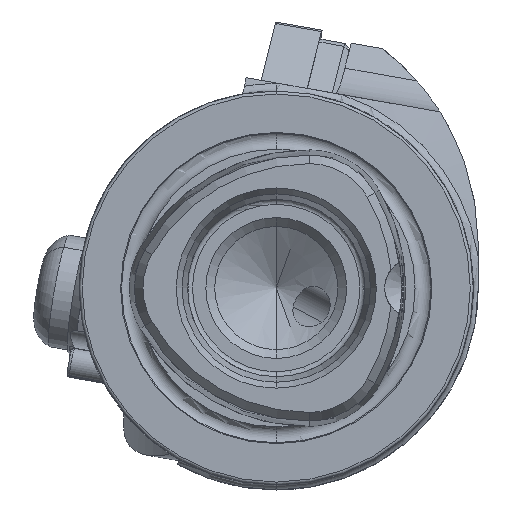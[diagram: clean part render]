
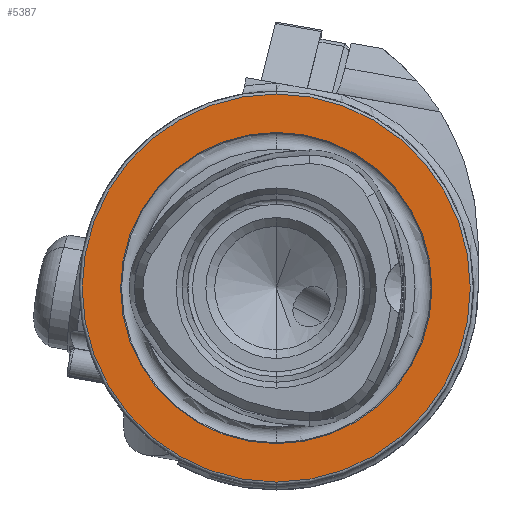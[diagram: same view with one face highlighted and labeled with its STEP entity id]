
A CAD part, left-side view. The second image highlights one B-rep face of the part: STEP entity #5387.
In plain terms, the highlighted planar face has unit normal (-1, 0, 0).
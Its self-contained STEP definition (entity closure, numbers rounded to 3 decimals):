
#451 = CARTESIAN_POINT ( 'NONE',  ( 0., 0., 15.8 ) ) ;
#685 = CARTESIAN_POINT ( 'NONE',  ( 0., 0., 19.7 ) ) ;
#1278 = CARTESIAN_POINT ( 'NONE',  ( 0., 0., 0. ) ) ;
#1314 = EDGE_CURVE ( 'NONE', #8678, #10963, #14644, .T. ) ;
#1378 = AXIS2_PLACEMENT_3D ( 'NONE', #4397, #6767, #5557 ) ;
#2340 = AXIS2_PLACEMENT_3D ( 'NONE', #1278, #12578, #3515 ) ;
#3385 = EDGE_CURVE ( 'NONE', #10963, #8678, #13858, .T. ) ;
#3475 = CARTESIAN_POINT ( 'NONE',  ( 0., 0., 0. ) ) ;
#3515 = DIRECTION ( 'NONE',  ( 0., 0., 1. ) ) ;
#4397 = CARTESIAN_POINT ( 'NONE',  ( 0., 15.8, 0. ) ) ;
#4628 = CIRCLE ( 'NONE', #7859, 15.8 ) ;
#5387 = ADVANCED_FACE ( 'NONE', ( #14567, #5524 ), #12382, .F. ) ;
#5396 = ORIENTED_EDGE ( 'NONE', *, *, #1314, .T. ) ;
#5524 = FACE_OUTER_BOUND ( 'NONE', #9387, .T. ) ;
#5545 = CARTESIAN_POINT ( 'NONE',  ( 0., 0., -15.8 ) ) ;
#5557 = DIRECTION ( 'NONE',  ( 0., 0., -1. ) ) ;
#5640 = DIRECTION ( 'NONE',  ( 0., 0., 1. ) ) ;
#5930 = EDGE_CURVE ( 'NONE', #10905, #12384, #4628, .T. ) ;
#6389 = ORIENTED_EDGE ( 'NONE', *, *, #3385, .T. ) ;
#6767 = DIRECTION ( 'NONE',  ( 1., 0., 0. ) ) ;
#7859 = AXIS2_PLACEMENT_3D ( 'NONE', #3475, #12306, #5640 ) ;
#8042 = DIRECTION ( 'NONE',  ( 0., 0., 1. ) ) ;
#8279 = EDGE_CURVE ( 'NONE', #12384, #10905, #14679, .T. ) ;
#8529 = DIRECTION ( 'NONE',  ( -1., 0., 0. ) ) ;
#8678 = VERTEX_POINT ( 'NONE', #685 ) ;
#9130 = CARTESIAN_POINT ( 'NONE',  ( 0., 0., -19.7 ) ) ;
#9387 = EDGE_LOOP ( 'NONE', ( #5396, #6389 ) ) ;
#9709 = ORIENTED_EDGE ( 'NONE', *, *, #8279, .F. ) ;
#10205 = CARTESIAN_POINT ( 'NONE',  ( 0., 0., 0. ) ) ;
#10905 = VERTEX_POINT ( 'NONE', #5545 ) ;
#10963 = VERTEX_POINT ( 'NONE', #9130 ) ;
#11740 = CARTESIAN_POINT ( 'NONE',  ( 0., 0., 0. ) ) ;
#11847 = DIRECTION ( 'NONE',  ( 0., 0., 1. ) ) ;
#12182 = ORIENTED_EDGE ( 'NONE', *, *, #5930, .F. ) ;
#12306 = DIRECTION ( 'NONE',  ( -1., 0., 0. ) ) ;
#12382 = PLANE ( 'NONE',  #1378 ) ;
#12384 = VERTEX_POINT ( 'NONE', #451 ) ;
#12578 = DIRECTION ( 'NONE',  ( -1., 0., 0. ) ) ;
#13600 = DIRECTION ( 'NONE',  ( -1., 0., 0. ) ) ;
#13628 = AXIS2_PLACEMENT_3D ( 'NONE', #11740, #8529, #11847 ) ;
#13746 = EDGE_LOOP ( 'NONE', ( #9709, #12182 ) ) ;
#13858 = CIRCLE ( 'NONE', #14543, 19.7 ) ;
#14543 = AXIS2_PLACEMENT_3D ( 'NONE', #10205, #13600, #8042 ) ;
#14567 = FACE_BOUND ( 'NONE', #13746, .T. ) ;
#14644 = CIRCLE ( 'NONE', #2340, 19.7 ) ;
#14679 = CIRCLE ( 'NONE', #13628, 15.8 ) ;
